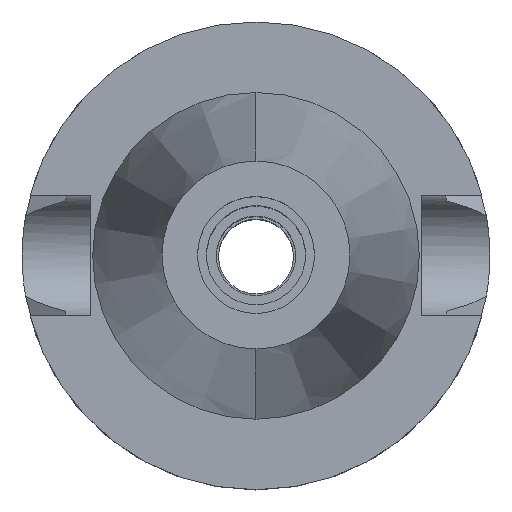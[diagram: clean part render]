
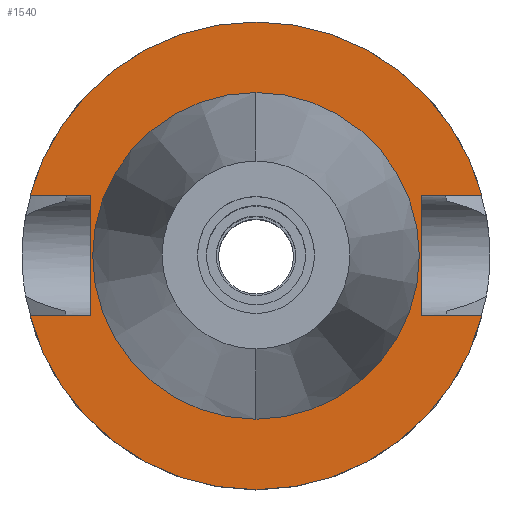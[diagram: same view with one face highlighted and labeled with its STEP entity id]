
A CAD part, top view. The second image highlights one B-rep face of the part: STEP entity #1540.
In plain terms, the highlighted planar face has unit normal (0, 0, 1).
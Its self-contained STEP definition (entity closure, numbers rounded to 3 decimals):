
#524=DIRECTION('',(1.,0.,0.));
#525=VECTOR('',#524,12.921);
#526=CARTESIAN_POINT('',(35.4,12.85,-1.5));
#527=LINE('',#526,#525);
#571=DIRECTION('',(0.,1.,0.));
#572=VECTOR('',#571,25.7);
#573=CARTESIAN_POINT('',(-35.4,-12.85,-1.5));
#574=LINE('',#573,#572);
#578=DIRECTION('',(-1.,0.,0.));
#579=VECTOR('',#578,12.921);
#580=CARTESIAN_POINT('',(-35.4,12.85,-1.5));
#581=LINE('',#580,#579);
#585=CARTESIAN_POINT('',(0.,0.,-1.5));
#586=DIRECTION('',(0.,0.,-1.));
#587=DIRECTION('',(-0.966,0.257,0.));
#588=AXIS2_PLACEMENT_3D('',#585,#586,#587);
#593=CARTESIAN_POINT('',(0.,0.,-1.5));
#594=DIRECTION('',(0.,0.,-1.));
#595=DIRECTION('',(0.,1.,0.));
#596=AXIS2_PLACEMENT_3D('',#593,#594,#595);
#601=DIRECTION('',(0.,-1.,0.));
#602=VECTOR('',#601,25.7);
#603=CARTESIAN_POINT('',(35.4,12.85,-1.5));
#604=LINE('',#603,#602);
#608=DIRECTION('',(1.,0.,0.));
#609=VECTOR('',#608,12.921);
#610=CARTESIAN_POINT('',(35.4,-12.85,-1.5));
#611=LINE('',#610,#609);
#615=CARTESIAN_POINT('',(0.,0.,-1.5));
#616=DIRECTION('',(0.,0.,-1.));
#617=DIRECTION('',(0.966,-0.257,0.));
#618=AXIS2_PLACEMENT_3D('',#615,#616,#617);
#623=CARTESIAN_POINT('',(0.,0.,-1.5));
#624=DIRECTION('',(0.,0.,-1.));
#625=DIRECTION('',(0.,-1.,0.));
#626=AXIS2_PLACEMENT_3D('',#623,#624,#625);
#631=CARTESIAN_POINT('',(0.,0.,-1.5));
#632=DIRECTION('',(0.,0.,1.));
#633=DIRECTION('',(0.,-1.,0.));
#634=AXIS2_PLACEMENT_3D('',#631,#632,#633);
#639=CARTESIAN_POINT('',(0.,0.,-1.5));
#640=DIRECTION('',(0.,0.,1.));
#641=DIRECTION('',(0.,1.,0.));
#642=AXIS2_PLACEMENT_3D('',#639,#640,#641);
#677=DIRECTION('',(-1.,0.,0.));
#678=VECTOR('',#677,12.921);
#679=CARTESIAN_POINT('',(-35.4,-12.85,-1.5));
#680=LINE('',#679,#678);
#1015=CARTESIAN_POINT('',(-35.4,-12.85,-1.5));
#1016=VERTEX_POINT('',#1015);
#1017=CARTESIAN_POINT('',(-48.321,-12.85,-1.5));
#1018=VERTEX_POINT('',#1017);
#1021=CARTESIAN_POINT('',(-35.4,12.85,-1.5));
#1022=VERTEX_POINT('',#1021);
#1023=CARTESIAN_POINT('',(-48.321,12.85,-1.5));
#1024=VERTEX_POINT('',#1023);
#1025=CARTESIAN_POINT('',(0.,50.,-1.5));
#1026=CARTESIAN_POINT('',(48.321,12.85,-1.5));
#1027=VERTEX_POINT('',#1025);
#1028=VERTEX_POINT('',#1026);
#1029=CARTESIAN_POINT('',(35.4,12.85,-1.5));
#1030=VERTEX_POINT('',#1029);
#1031=CARTESIAN_POINT('',(35.4,-12.85,-1.5));
#1032=VERTEX_POINT('',#1031);
#1033=CARTESIAN_POINT('',(48.321,-12.85,-1.5));
#1034=VERTEX_POINT('',#1033);
#1035=CARTESIAN_POINT('',(0.,-50.,-1.5));
#1036=VERTEX_POINT('',#1035);
#1037=CARTESIAN_POINT('',(0.,-34.925,-1.5));
#1038=CARTESIAN_POINT('',(0.,34.925,-1.5));
#1039=VERTEX_POINT('',#1037);
#1040=VERTEX_POINT('',#1038);
#1509=CARTESIAN_POINT('',(0.,0.,-1.5));
#1510=DIRECTION('',(0.,0.,-1.));
#1511=DIRECTION('',(0.,-1.,0.));
#1512=AXIS2_PLACEMENT_3D('',#1509,#1510,#1511);
#1513=PLANE('',#1512);
#1515=ORIENTED_EDGE('',*,*,#1514,.T.);
#1517=ORIENTED_EDGE('',*,*,#1516,.T.);
#1519=ORIENTED_EDGE('',*,*,#1518,.T.);
#1521=ORIENTED_EDGE('',*,*,#1520,.T.);
#1522=ORIENTED_EDGE('',*,*,#1485,.F.);
#1523=ORIENTED_EDGE('',*,*,#1499,.T.);
#1525=ORIENTED_EDGE('',*,*,#1524,.T.);
#1527=ORIENTED_EDGE('',*,*,#1526,.T.);
#1529=ORIENTED_EDGE('',*,*,#1528,.T.);
#1531=ORIENTED_EDGE('',*,*,#1530,.F.);
#1532=EDGE_LOOP('',(#1515,#1517,#1519,#1521,#1522,#1523,#1525,#1527,#1529,
#1531));
#1533=FACE_OUTER_BOUND('',#1532,.F.);
#1535=ORIENTED_EDGE('',*,*,#1534,.T.);
#1537=ORIENTED_EDGE('',*,*,#1536,.T.);
#1538=EDGE_LOOP('',(#1535,#1537));
#1539=FACE_BOUND('',#1538,.F.);
#589=CIRCLE('',#588,50.);
#597=CIRCLE('',#596,50.);
#619=CIRCLE('',#618,50.);
#627=CIRCLE('',#626,50.);
#635=CIRCLE('',#634,34.925);
#643=CIRCLE('',#642,34.925);
#1485=EDGE_CURVE('',#1030,#1028,#527,.T.);
#1499=EDGE_CURVE('',#1030,#1032,#604,.T.);
#1514=EDGE_CURVE('',#1016,#1022,#574,.T.);
#1516=EDGE_CURVE('',#1022,#1024,#581,.T.);
#1518=EDGE_CURVE('',#1024,#1027,#589,.T.);
#1520=EDGE_CURVE('',#1027,#1028,#597,.T.);
#1524=EDGE_CURVE('',#1032,#1034,#611,.T.);
#1526=EDGE_CURVE('',#1034,#1036,#619,.T.);
#1528=EDGE_CURVE('',#1036,#1018,#627,.T.);
#1530=EDGE_CURVE('',#1016,#1018,#680,.T.);
#1534=EDGE_CURVE('',#1039,#1040,#635,.T.);
#1536=EDGE_CURVE('',#1040,#1039,#643,.T.);
#1540=ADVANCED_FACE('',(#1533,#1539),#1513,.F.);
